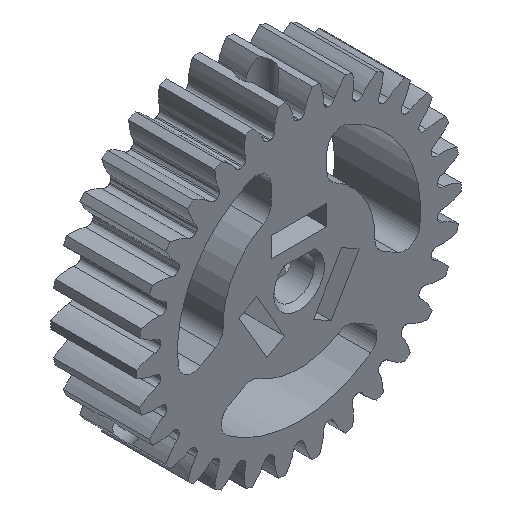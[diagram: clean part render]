
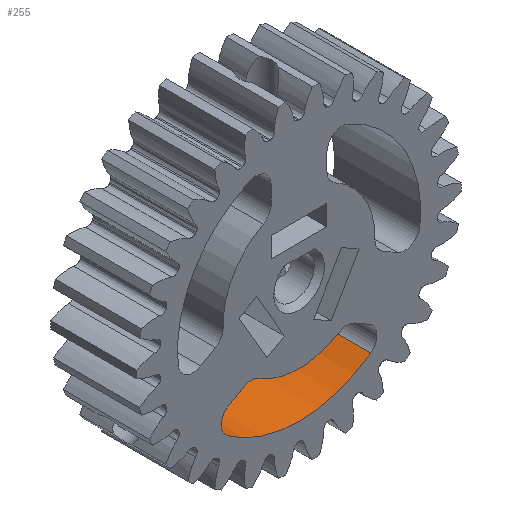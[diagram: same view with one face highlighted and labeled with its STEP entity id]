
A CAD part, isometric view. The second image highlights one B-rep face of the part: STEP entity #255.
In plain terms, the highlighted cylindrical face has radius 12 mm (diameter 24 mm), a partial arc.
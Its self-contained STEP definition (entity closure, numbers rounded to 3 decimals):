
#255=ADVANCED_FACE('',(#1633),#1635,.F.);
#1633=FACE_BOUND('',#1634,.T.);
#1634=EDGE_LOOP('',(#4949,#4950,#4951,#4952));
#1635=CYLINDRICAL_SURFACE('',#1636,12.);
#1636=AXIS2_PLACEMENT_3D('',#1637,#1638,#1639);
#1637=CARTESIAN_POINT('',(0.,0.,0.));
#1638=DIRECTION('',(0.,1.,0.));
#1639=DIRECTION('',(0.59,0.,-0.808));
#4949=ORIENTED_EDGE('',*,*,#5528,.F.);
#4950=ORIENTED_EDGE('',*,*,#5943,.F.);
#4951=ORIENTED_EDGE('',*,*,#5737,.F.);
#4952=ORIENTED_EDGE('',*,*,#5944,.T.);
#5528=EDGE_CURVE('',#6513,#6515,#6516,.F.);
#5737=EDGE_CURVE('',#6928,#6930,#6931,.T.);
#5943=EDGE_CURVE('',#6930,#6513,#7159,.T.);
#5944=EDGE_CURVE('',#6928,#6515,#7160,.T.);
#6513=VERTEX_POINT('',#10369);
#6515=VERTEX_POINT('',#10374);
#6516=CIRCLE('',#10375,12.);
#6928=VERTEX_POINT('',#12554);
#6930=VERTEX_POINT('',#12559);
#6931=CIRCLE('',#12560,12.);
#7159=LINE('',#13624,#13625);
#7160=LINE('',#13627,#13628);
#10369=CARTESIAN_POINT('',(-7.074,8.5,-9.693));
#10374=CARTESIAN_POINT('',(7.074,8.5,-9.693));
#10375=AXIS2_PLACEMENT_3D('',#10376,#10377,#10378);
#10376=CARTESIAN_POINT('',(0.,8.5,0.));
#10377=DIRECTION('',(0.,1.,0.));
#10378=DIRECTION('',(0.59,0.,-0.808));
#12554=CARTESIAN_POINT('',(7.074,0.,-9.693));
#12559=CARTESIAN_POINT('',(-7.074,0.,-9.693));
#12560=AXIS2_PLACEMENT_3D('',#12561,#12562,#12563);
#12561=CARTESIAN_POINT('',(0.,0.,0.));
#12562=DIRECTION('',(0.,1.,0.));
#12563=DIRECTION('',(0.59,0.,-0.808));
#13624=CARTESIAN_POINT('',(-7.074,0.,-9.693));
#13625=VECTOR('',#13626,1.);
#13626=DIRECTION('',(0.,1.,0.));
#13627=CARTESIAN_POINT('',(7.074,0.,-9.693));
#13628=VECTOR('',#13629,1.);
#13629=DIRECTION('',(0.,1.,0.));
